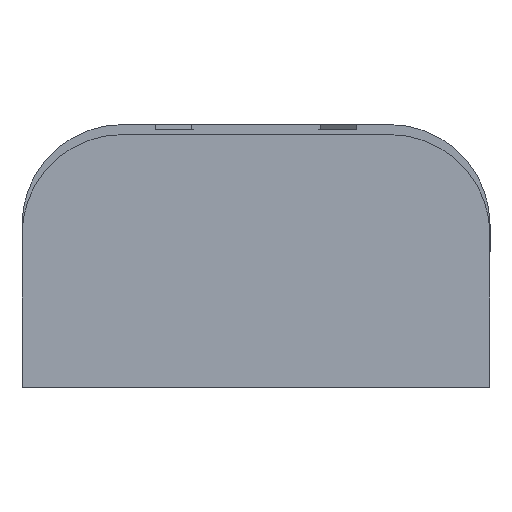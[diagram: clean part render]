
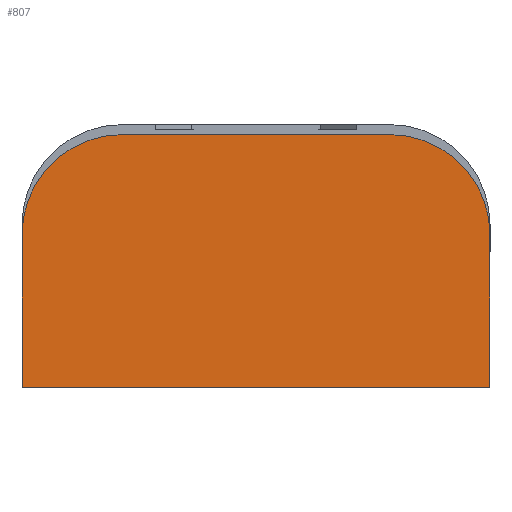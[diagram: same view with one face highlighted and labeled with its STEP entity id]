
A CAD part, front view. The second image highlights one B-rep face of the part: STEP entity #807.
In plain terms, the highlighted planar face has unit normal (0, -1, 0).
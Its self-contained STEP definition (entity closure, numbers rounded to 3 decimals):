
#26=FACE_OUTER_BOUND('',#69,.T.);
#69=EDGE_LOOP('',(#534,#535,#536,#537,#538,#539));
#115=CIRCLE('',#865,4.);
#116=CIRCLE('',#866,4.);
#131=LINE('',#1150,#234);
#132=LINE('',#1154,#235);
#133=LINE('',#1158,#236);
#134=LINE('',#1159,#237);
#234=VECTOR('',#927,10.);
#235=VECTOR('',#930,10.);
#236=VECTOR('',#933,10.);
#237=VECTOR('',#934,10.);
#337=VERTEX_POINT('',#1148);
#338=VERTEX_POINT('',#1149);
#339=VERTEX_POINT('',#1151);
#340=VERTEX_POINT('',#1153);
#341=VERTEX_POINT('',#1155);
#342=VERTEX_POINT('',#1157);
#415=EDGE_CURVE('',#337,#338,#131,.T.);
#416=EDGE_CURVE('',#339,#338,#115,.T.);
#417=EDGE_CURVE('',#340,#339,#132,.T.);
#418=EDGE_CURVE('',#341,#340,#116,.T.);
#419=EDGE_CURVE('',#342,#341,#133,.T.);
#420=EDGE_CURVE('',#342,#337,#134,.T.);
#534=ORIENTED_EDGE('',*,*,#415,.T.);
#535=ORIENTED_EDGE('',*,*,#416,.F.);
#536=ORIENTED_EDGE('',*,*,#417,.F.);
#537=ORIENTED_EDGE('',*,*,#418,.F.);
#538=ORIENTED_EDGE('',*,*,#419,.F.);
#539=ORIENTED_EDGE('',*,*,#420,.T.);
#772=PLANE('',#864);
#807=ADVANCED_FACE('',(#26),#772,.T.);
#864=AXIS2_PLACEMENT_3D('',#1147,#925,#926);
#865=AXIS2_PLACEMENT_3D('',#1152,#928,#929);
#866=AXIS2_PLACEMENT_3D('',#1156,#931,#932);
#925=DIRECTION('center_axis',(0.,-1.,0.));
#926=DIRECTION('ref_axis',(1.,0.,0.));
#927=DIRECTION('',(0.,0.,1.));
#928=DIRECTION('center_axis',(0.,1.,0.));
#929=DIRECTION('ref_axis',(0.707,0.,0.707));
#930=DIRECTION('',(1.,0.,0.));
#931=DIRECTION('center_axis',(0.,1.,0.));
#932=DIRECTION('ref_axis',(-0.707,0.,0.707));
#933=DIRECTION('',(0.,0.,1.));
#934=DIRECTION('',(1.,0.,0.));
#1147=CARTESIAN_POINT('Origin',(-9.35,-12.3,0.));
#1148=CARTESIAN_POINT('',(9.35,-12.3,0.));
#1149=CARTESIAN_POINT('',(9.35,-12.3,6.1));
#1150=CARTESIAN_POINT('',(9.35,-12.3,0.));
#1151=CARTESIAN_POINT('',(5.35,-12.3,10.1));
#1152=CARTESIAN_POINT('Origin',(5.35,-12.3,6.1));
#1153=CARTESIAN_POINT('',(-5.35,-12.3,10.1));
#1154=CARTESIAN_POINT('',(9.35,-12.3,10.1));
#1155=CARTESIAN_POINT('',(-9.35,-12.3,6.1));
#1156=CARTESIAN_POINT('Origin',(-5.35,-12.3,6.1));
#1157=CARTESIAN_POINT('',(-9.35,-12.3,0.));
#1158=CARTESIAN_POINT('',(-9.35,-12.3,0.));
#1159=CARTESIAN_POINT('',(-4.675,-12.3,0.));
